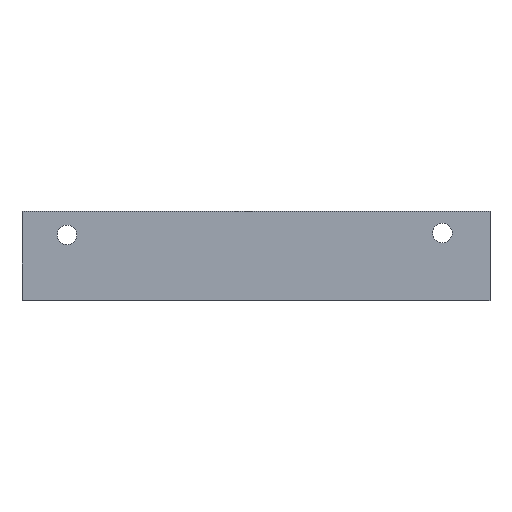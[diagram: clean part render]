
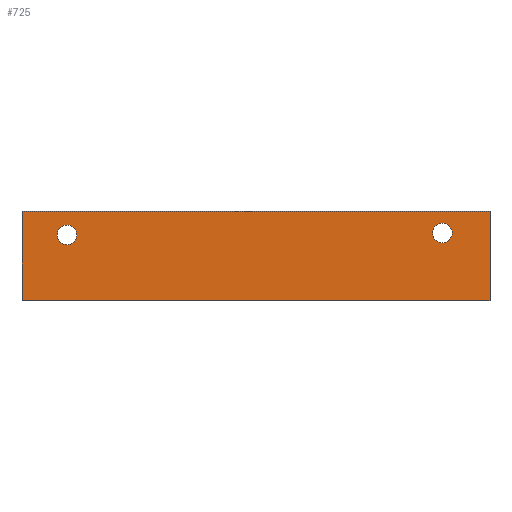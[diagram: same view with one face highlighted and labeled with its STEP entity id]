
A CAD part, front view. The second image highlights one B-rep face of the part: STEP entity #725.
In plain terms, the highlighted planar face has unit normal (0, -1, 0).
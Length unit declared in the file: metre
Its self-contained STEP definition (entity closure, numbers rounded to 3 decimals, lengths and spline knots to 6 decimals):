
#57=LINE('',#1066,#146);
#62=LINE('',#1076,#151);
#76=LINE('',#1108,#165);
#91=LINE('',#1145,#180);
#92=LINE('',#1147,#181);
#93=LINE('',#1149,#182);
#146=VECTOR('',#857,1.);
#151=VECTOR('',#864,1.);
#165=VECTOR('',#896,1.);
#180=VECTOR('',#935,1.);
#181=VECTOR('',#936,1.);
#182=VECTOR('',#937,1.);
#329=ORIENTED_EDGE('',*,*,#467,.F.);
#330=ORIENTED_EDGE('',*,*,#468,.F.);
#331=ORIENTED_EDGE('',*,*,#452,.T.);
#332=ORIENTED_EDGE('',*,*,#436,.F.);
#333=ORIENTED_EDGE('',*,*,#469,.F.);
#334=ORIENTED_EDGE('',*,*,#470,.T.);
#335=ORIENTED_EDGE('',*,*,#471,.T.);
#336=ORIENTED_EDGE('',*,*,#431,.T.);
#431=EDGE_CURVE('',#523,#524,#57,.T.);
#436=EDGE_CURVE('',#526,#527,#62,.T.);
#452=EDGE_CURVE('',#524,#527,#76,.T.);
#467=EDGE_CURVE('',#544,#544,#556,.F.);
#468=EDGE_CURVE('',#545,#545,#557,.F.);
#469=EDGE_CURVE('',#546,#526,#91,.T.);
#470=EDGE_CURVE('',#546,#547,#92,.T.);
#471=EDGE_CURVE('',#547,#523,#93,.T.);
#523=VERTEX_POINT('',#1067);
#524=VERTEX_POINT('',#1068);
#526=VERTEX_POINT('',#1075);
#527=VERTEX_POINT('',#1077);
#544=VERTEX_POINT('',#1142);
#545=VERTEX_POINT('',#1144);
#546=VERTEX_POINT('',#1146);
#547=VERTEX_POINT('',#1148);
#556=CIRCLE('',#780,0.002654);
#557=CIRCLE('',#781,0.002654);
#595=EDGE_LOOP('',(#329));
#596=EDGE_LOOP('',(#330));
#597=EDGE_LOOP('',(#331,#332,#333,#334,#335,#336));
#649=FACE_BOUND('',#595,.T.);
#650=FACE_BOUND('',#596,.T.);
#651=FACE_BOUND('',#597,.T.);
#690=PLANE('',#779);
#725=ADVANCED_FACE('',(#649,#650,#651),#690,.F.);
#779=AXIS2_PLACEMENT_3D('',#1140,#929,#930);
#780=AXIS2_PLACEMENT_3D('',#1141,#931,#932);
#781=AXIS2_PLACEMENT_3D('',#1143,#933,#934);
#857=DIRECTION('',(0.,0.,-1.));
#864=DIRECTION('',(0.,0.,-1.));
#896=DIRECTION('',(1.,0.,0.));
#929=DIRECTION('',(0.,1.,0.));
#930=DIRECTION('',(0.,0.,1.));
#931=DIRECTION('',(0.,1.,0.));
#932=DIRECTION('',(0.,0.,1.));
#933=DIRECTION('',(0.,1.,0.));
#934=DIRECTION('',(0.,0.,1.));
#935=DIRECTION('',(1.,0.,0.));
#936=DIRECTION('',(0.,0.,-1.));
#937=DIRECTION('',(1.,0.,0.));
#1066=CARTESIAN_POINT('',(-0.0635,-0.11049,0.00508));
#1067=CARTESIAN_POINT('',(-0.0635,-0.11049,0.0127));
#1068=CARTESIAN_POINT('',(-0.0635,-0.11049,0.));
#1075=CARTESIAN_POINT('',(0.0635,-0.11049,0.024231));
#1076=CARTESIAN_POINT('',(0.0635,-0.11049,0.00508));
#1077=CARTESIAN_POINT('',(0.0635,-0.11049,0.));
#1108=CARTESIAN_POINT('',(0.,-0.11049,0.));
#1140=CARTESIAN_POINT('',(0.,-0.11049,0.00508));
#1141=CARTESIAN_POINT('',(-0.051375,-0.11049,0.017861));
#1142=CARTESIAN_POINT('',(-0.051375,-0.11049,0.020516));
#1143=CARTESIAN_POINT('',(0.050575,-0.11049,0.018376));
#1144=CARTESIAN_POINT('',(0.050575,-0.11049,0.021031));
#1145=CARTESIAN_POINT('',(-0.000043,-0.11049,0.024231));
#1146=CARTESIAN_POINT('',(-0.063585,-0.11049,0.024231));
#1147=CARTESIAN_POINT('',(-0.063585,-0.11049,0.018465));
#1148=CARTESIAN_POINT('',(-0.063585,-0.11049,0.0127));
#1149=CARTESIAN_POINT('',(-0.000043,-0.11049,0.0127));
